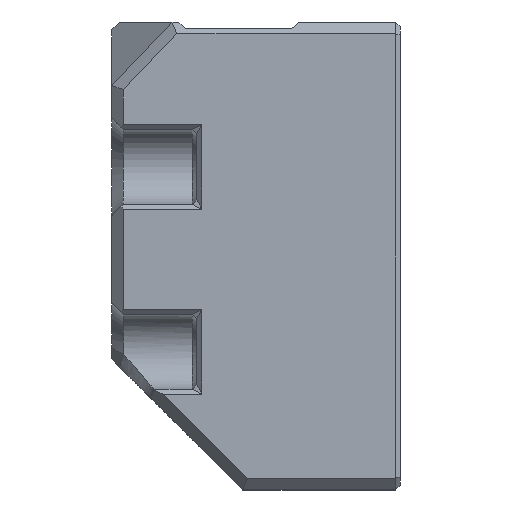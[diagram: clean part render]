
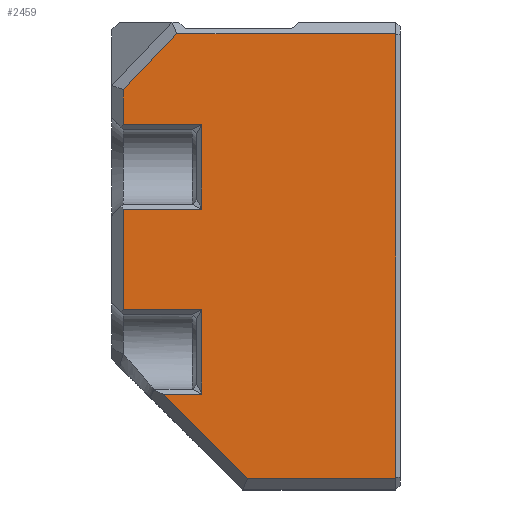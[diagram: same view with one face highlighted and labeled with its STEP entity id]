
A CAD part, left-side view. The second image highlights one B-rep face of the part: STEP entity #2459.
In plain terms, the highlighted planar face has unit normal (-1, 0, 0).
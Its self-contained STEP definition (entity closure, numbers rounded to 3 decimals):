
#188=FACE_OUTER_BOUND('',#339,.T.);
#339=EDGE_LOOP('',(#1907,#1908,#1909,#1910,#1911,#1912,#1913,#1914,#1915,
#1916,#1917,#1918,#1919));
#451=LINE('',#3484,#742);
#521=LINE('',#3756,#812);
#530=LINE('',#3772,#821);
#588=LINE('',#3957,#879);
#593=LINE('',#3969,#884);
#596=LINE('',#3975,#887);
#597=LINE('',#3977,#888);
#598=LINE('',#3979,#889);
#599=LINE('',#3981,#890);
#600=LINE('',#3983,#891);
#601=LINE('',#3985,#892);
#602=LINE('',#3986,#893);
#603=LINE('',#3987,#894);
#742=VECTOR('',#2795,10.);
#812=VECTOR('',#2931,10.);
#821=VECTOR('',#2944,10.);
#879=VECTOR('',#3068,10.);
#884=VECTOR('',#3083,10.);
#887=VECTOR('',#3088,10.);
#888=VECTOR('',#3089,10.);
#889=VECTOR('',#3090,10.);
#890=VECTOR('',#3091,10.);
#891=VECTOR('',#3092,10.);
#892=VECTOR('',#3093,10.);
#893=VECTOR('',#3094,10.);
#894=VECTOR('',#3095,10.);
#1017=VERTEX_POINT('',#3441);
#1030=VERTEX_POINT('',#3473);
#1033=VERTEX_POINT('',#3483);
#1095=VERTEX_POINT('',#3754);
#1096=VERTEX_POINT('',#3755);
#1101=VERTEX_POINT('',#3770);
#1153=VERTEX_POINT('',#3968);
#1155=VERTEX_POINT('',#3974);
#1156=VERTEX_POINT('',#3976);
#1157=VERTEX_POINT('',#3978);
#1158=VERTEX_POINT('',#3980);
#1159=VERTEX_POINT('',#3982);
#1160=VERTEX_POINT('',#3984);
#1250=EDGE_CURVE('',#1030,#1033,#451,.T.);
#1336=EDGE_CURVE('',#1095,#1096,#521,.T.);
#1345=EDGE_CURVE('',#1101,#1095,#530,.T.);
#1421=EDGE_CURVE('',#1096,#1017,#588,.T.);
#1426=EDGE_CURVE('',#1033,#1153,#593,.T.);
#1429=EDGE_CURVE('',#1155,#1101,#596,.T.);
#1430=EDGE_CURVE('',#1156,#1155,#597,.T.);
#1431=EDGE_CURVE('',#1157,#1156,#598,.T.);
#1432=EDGE_CURVE('',#1158,#1157,#599,.T.);
#1433=EDGE_CURVE('',#1159,#1158,#600,.T.);
#1434=EDGE_CURVE('',#1160,#1159,#601,.T.);
#1435=EDGE_CURVE('',#1153,#1160,#602,.T.);
#1436=EDGE_CURVE('',#1017,#1030,#603,.T.);
#1907=ORIENTED_EDGE('',*,*,#1421,.F.);
#1908=ORIENTED_EDGE('',*,*,#1336,.F.);
#1909=ORIENTED_EDGE('',*,*,#1345,.F.);
#1910=ORIENTED_EDGE('',*,*,#1429,.F.);
#1911=ORIENTED_EDGE('',*,*,#1430,.F.);
#1912=ORIENTED_EDGE('',*,*,#1431,.F.);
#1913=ORIENTED_EDGE('',*,*,#1432,.F.);
#1914=ORIENTED_EDGE('',*,*,#1433,.F.);
#1915=ORIENTED_EDGE('',*,*,#1434,.F.);
#1916=ORIENTED_EDGE('',*,*,#1435,.F.);
#1917=ORIENTED_EDGE('',*,*,#1426,.F.);
#1918=ORIENTED_EDGE('',*,*,#1250,.F.);
#1919=ORIENTED_EDGE('',*,*,#1436,.F.);
#2341=PLANE('',#2644);
#2459=ADVANCED_FACE('',(#188),#2341,.F.);
#2644=AXIS2_PLACEMENT_3D('',#3973,#3086,#3087);
#2795=DIRECTION('',(0.,1.,0.));
#2931=DIRECTION('',(0.,-0.69,0.724));
#2944=DIRECTION('',(0.,0.,1.));
#3068=DIRECTION('',(0.,-1.,0.));
#3083=DIRECTION('',(0.,0.707,0.707));
#3086=DIRECTION('center_axis',(1.,0.,0.));
#3087=DIRECTION('ref_axis',(0.,0.,-1.));
#3088=DIRECTION('',(0.,1.,0.));
#3089=DIRECTION('',(0.,0.,1.));
#3090=DIRECTION('',(0.,-1.,0.));
#3091=DIRECTION('',(0.,0.,1.));
#3092=DIRECTION('',(0.,1.,0.));
#3093=DIRECTION('',(0.,0.,1.));
#3094=DIRECTION('',(0.,-1.,0.));
#3095=DIRECTION('',(0.,0.,-1.));
#3441=CARTESIAN_POINT('',(-153.224,-7.565,62.));
#3473=CARTESIAN_POINT('',(-153.224,-7.565,23.515));
#3483=CARTESIAN_POINT('',(-153.224,5.248,23.515));
#3484=CARTESIAN_POINT('',(-153.224,19.697,23.515));
#3754=CARTESIAN_POINT('',(-153.224,16.,57.134));
#3755=CARTESIAN_POINT('',(-153.224,11.364,62.));
#3756=CARTESIAN_POINT('',(-153.224,19.824,53.122));
#3770=CARTESIAN_POINT('',(-153.224,16.,54.115));
#3772=CARTESIAN_POINT('',(-153.224,16.,43.198));
#3957=CARTESIAN_POINT('',(-153.224,10.853,62.));
#3968=CARTESIAN_POINT('',(-153.224,12.548,30.815));
#3969=CARTESIAN_POINT('',(-153.224,26.392,44.66));
#3973=CARTESIAN_POINT('Origin',(-153.224,32.835,58.415));
#3974=CARTESIAN_POINT('',(-153.224,9.224,54.115));
#3975=CARTESIAN_POINT('',(-153.224,24.917,54.115));
#3976=CARTESIAN_POINT('',(-153.224,9.224,46.815));
#3977=CARTESIAN_POINT('',(-153.224,9.224,54.44));
#3978=CARTESIAN_POINT('',(-153.224,16.,46.815));
#3979=CARTESIAN_POINT('',(-153.224,24.917,46.815));
#3980=CARTESIAN_POINT('',(-153.224,16.,38.115));
#3981=CARTESIAN_POINT('',(-153.224,16.,43.198));
#3982=CARTESIAN_POINT('',(-153.224,9.224,38.115));
#3983=CARTESIAN_POINT('',(-153.224,24.917,38.115));
#3984=CARTESIAN_POINT('',(-153.224,9.224,30.815));
#3985=CARTESIAN_POINT('',(-153.224,9.224,46.44));
#3986=CARTESIAN_POINT('',(-153.224,24.917,30.815));
#3987=CARTESIAN_POINT('',(-153.224,-7.565,60.415));
